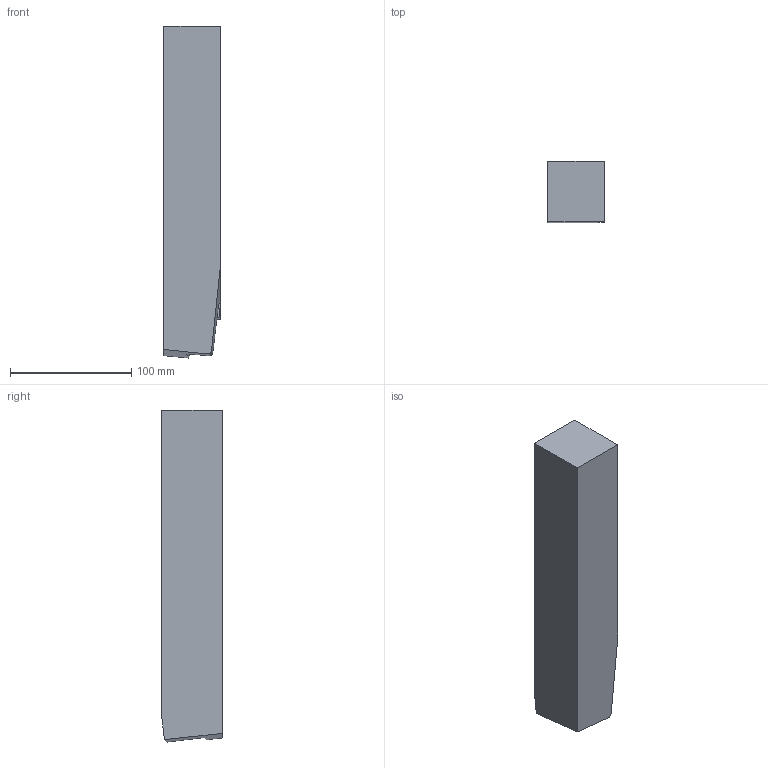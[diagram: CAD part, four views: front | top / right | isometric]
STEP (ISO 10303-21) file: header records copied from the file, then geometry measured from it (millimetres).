
FILE_DESCRIPTION(/* description */ (''),/* implementation_level */ '2;1');
FILE_NAME(/* name */ '1591617394776.stp',/* time_stamp */ '2020-06-08T17:26:44+06:00',/* author */ (''),/* organization */ ('SMS'),/* preprocessor_version */ 'ST-DEVELOPER v16.7',/* originating_system */ 'SIEMENS PLM Software NX 12.0',/* authorisation */ '');
FILE_SCHEMA (('AUTOMOTIVE_DESIGN { 1 0 10303 214 3 1 1 1 }'));
Length unit declared in the file: millimetre
Products named in the file (1): 203023989mod000_00
Bounding box: 46.85 x 49.85 x 273.31 mm (x, y, z)
Volume: 592440 mm3; surface area: 56559.2 mm2
Topology: 1 solids, 1 shells, 15 faces, 39 edges, 29 vertices
Faces by surface type: plane 14, cylinder 1
Entity records: 537 total; most frequent: CARTESIAN_POINT 90, ORIENTED_EDGE 80, DIRECTION 80, EDGE_CURVE 40, LINE 38, VECTOR 38, VERTEX_POINT 28, AXIS2_PLACEMENT_3D 21
